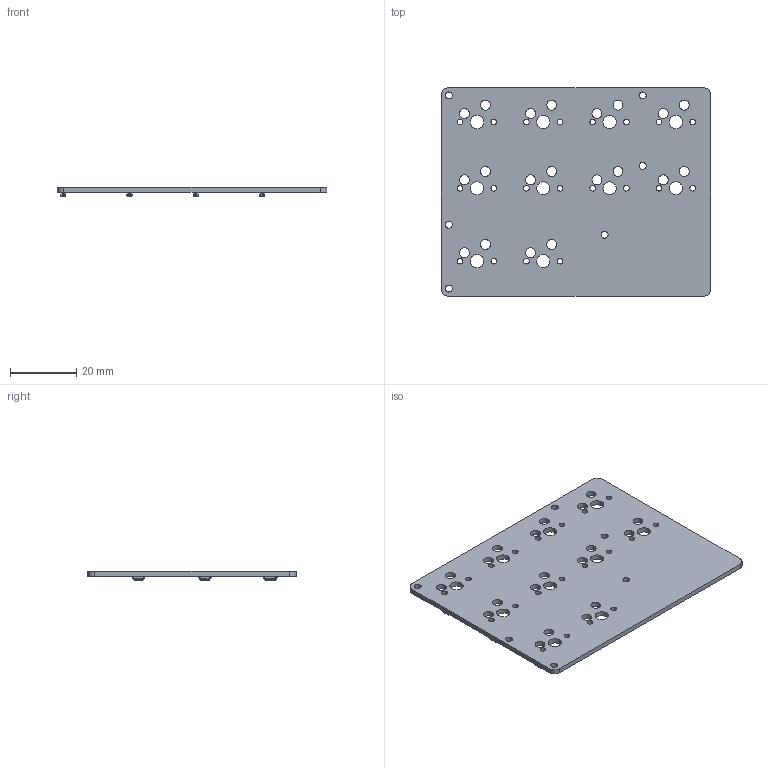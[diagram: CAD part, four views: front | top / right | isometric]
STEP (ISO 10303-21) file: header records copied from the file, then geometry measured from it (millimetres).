
FILE_DESCRIPTION(('KiCad electronic assembly'),'2;1');
FILE_NAME('macroCAD.step','2025-05-28T14:30:56',('Pcbnew'),('Kicad'), 'Open CASCADE STEP processor 7.8','KiCad to STEP converter','Unknown' );
FILE_SCHEMA(('AUTOMOTIVE_DESIGN { 1 0 10303 214 1 1 1 1 }'));
Length unit declared in the file: millimetre
Products named in the file (3): macroCAD 1; D_SOD-123; macroCAD_PCB
Assembly tree (11 placements, depth 2):
  macroCAD 1
    D_SOD-123  x10
    macroCAD_PCB
Bounding box: 81.25 x 62.75 x 2.85 mm (x, y, z)
Volume: 7240.4 mm3; surface area: 10853 mm2
Topology: 11 solids, 11 shells, 736 faces, 1752 edges, 1048 vertices
Faces by surface type: plane 336, bspline 260, cylinder 140
Full cylindrical faces by diameter (mm): 1.702 x20, 2.1 x6, 3 x20, 3.988 x10
Entity records: 4880 total; most frequent: CARTESIAN_POINT 823, ORIENTED_EDGE 696, DIRECTION 690, EDGE_CURVE 348, AXIS2_PLACEMENT_3D 255, FACE_BOUND 246, EDGE_LOOP 246, VERTEX_POINT 220
